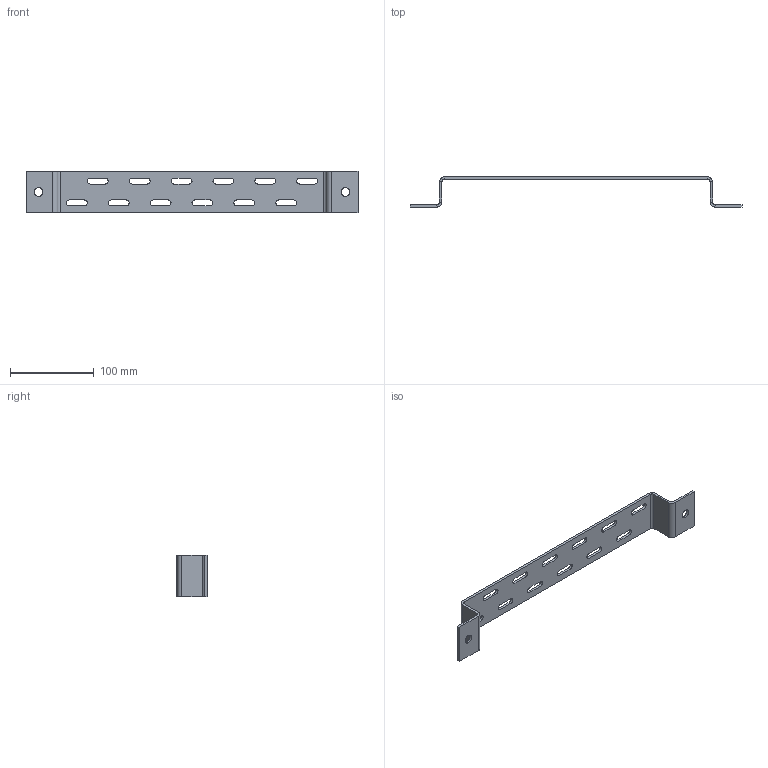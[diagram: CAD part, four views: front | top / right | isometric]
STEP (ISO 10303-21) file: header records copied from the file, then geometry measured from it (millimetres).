
FILE_DESCRIPTION (( 'STEP AP203' ), '1' );
FILE_NAME ('Êðåïëåíèå ÒÌ_BMM1030.STEP', '2012-11-19T08:09:25', ( 'Àñååâ' ), ( '' ), 'SwSTEP 2.0', 'SolidWorks 2012', '' );
FILE_SCHEMA (( 'CONFIG_CONTROL_DESIGN' ));
Length unit declared in the file: millimetre
Products named in the file (1): Êðåïëåíèå ÒÌ_BMM1030
Bounding box: 396 x 36 x 50 mm (x, y, z)
Volume: 61700.2 mm3; surface area: 46444.7 mm2
Topology: 1 solids, 1 shells, 88 faces, 226 edges, 140 vertices
Faces by surface type: plane 54, cylinder 34
Full cylindrical faces by diameter (mm): 10.5 x2
Entity records: 2765 total; most frequent: DIRECTION 470, CARTESIAN_POINT 453, ORIENTED_EDGE 448, EDGE_CURVE 224, AXIS2_PLACEMENT_3D 157, VECTOR 156, LINE 156, VERTEX_POINT 140
